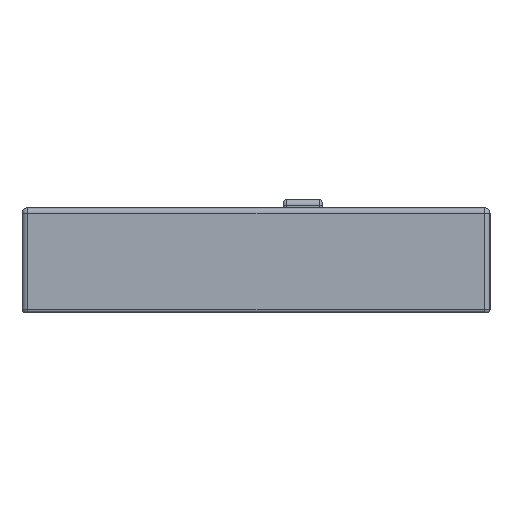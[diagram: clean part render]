
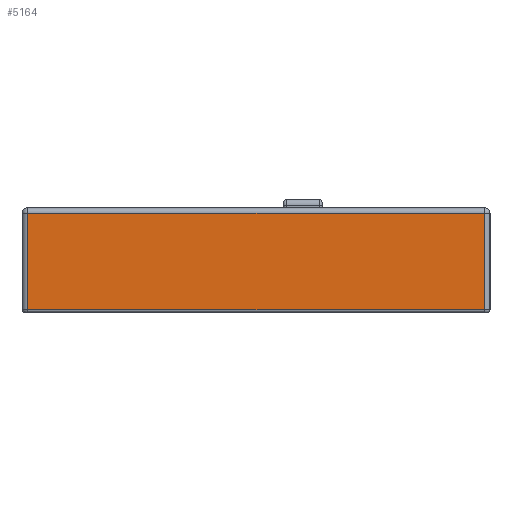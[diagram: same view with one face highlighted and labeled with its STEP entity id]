
A CAD part, left-side view. The second image highlights one B-rep face of the part: STEP entity #5164.
In plain terms, the highlighted planar face has unit normal (-1, 0, 0).
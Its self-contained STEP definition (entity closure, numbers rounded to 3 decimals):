
#176=PLANE('',#5736);
#428=FACE_OUTER_BOUND('',#772,.T.);
#772=EDGE_LOOP('',(#3991,#3992,#3993,#3994));
#1187=LINE('',#8646,#1590);
#1194=LINE('',#8684,#1597);
#1196=LINE('',#8690,#1599);
#1197=LINE('',#8691,#1600);
#1590=VECTOR('',#6977,10.);
#1597=VECTOR('',#7028,10.);
#1599=VECTOR('',#7034,10.);
#1600=VECTOR('',#7035,10.);
#2353=VERTEX_POINT('',#8642);
#2354=VERTEX_POINT('',#8644);
#2363=VERTEX_POINT('',#8683);
#2365=VERTEX_POINT('',#8689);
#2948=EDGE_CURVE('',#2354,#2353,#1187,.T.);
#2967=EDGE_CURVE('',#2353,#2363,#1194,.T.);
#2970=EDGE_CURVE('',#2365,#2354,#1196,.T.);
#2971=EDGE_CURVE('',#2363,#2365,#1197,.T.);
#3991=ORIENTED_EDGE('',*,*,#2948,.F.);
#3992=ORIENTED_EDGE('',*,*,#2970,.F.);
#3993=ORIENTED_EDGE('',*,*,#2971,.F.);
#3994=ORIENTED_EDGE('',*,*,#2967,.F.);
#5164=ADVANCED_FACE('',(#428),#176,.T.);
#5736=AXIS2_PLACEMENT_3D('',#8688,#7032,#7033);
#6977=DIRECTION('',(0.,-1.,0.));
#7028=DIRECTION('',(0.,0.,-1.));
#7032=DIRECTION('center_axis',(-1.,0.,0.));
#7033=DIRECTION('ref_axis',(0.,-1.,0.));
#7034=DIRECTION('',(0.,0.,1.));
#7035=DIRECTION('',(0.,1.,0.));
#8642=CARTESIAN_POINT('',(0.,1.,18.));
#8644=CARTESIAN_POINT('',(0.,84.,18.));
#8646=CARTESIAN_POINT('',(0.,42.5,18.));
#8683=CARTESIAN_POINT('',(0.,1.,0.5));
#8684=CARTESIAN_POINT('',(0.,1.,0.));
#8688=CARTESIAN_POINT('Origin',(0.,85.,0.));
#8689=CARTESIAN_POINT('',(0.,84.,0.5));
#8690=CARTESIAN_POINT('',(0.,84.,0.));
#8691=CARTESIAN_POINT('',(0.,63.75,0.5));
